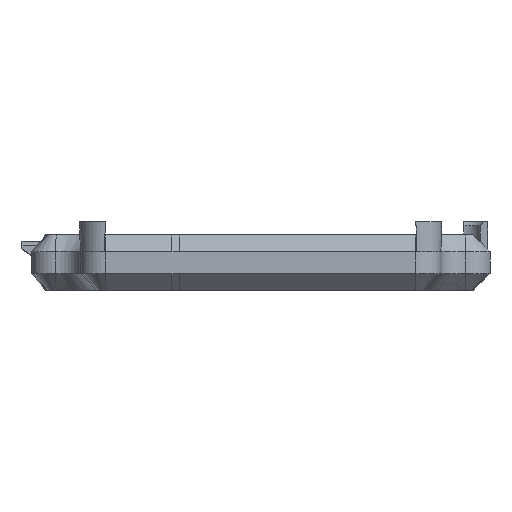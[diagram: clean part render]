
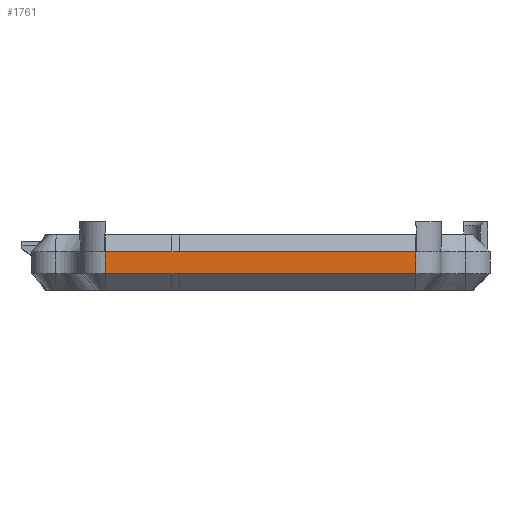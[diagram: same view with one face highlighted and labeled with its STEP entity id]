
A CAD part, front view. The second image highlights one B-rep face of the part: STEP entity #1761.
In plain terms, the highlighted planar face has unit normal (0, -1, 0).
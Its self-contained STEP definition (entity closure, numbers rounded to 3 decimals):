
#78 = VERTEX_POINT('',#79);
#79 = CARTESIAN_POINT('',(-17.701,-47.225,-5.2));
#272 = VERTEX_POINT('',#273);
#273 = CARTESIAN_POINT('',(-17.701,-47.225,-7.7));
#280 = EDGE_CURVE('',#272,#78,#281,.T.);
#281 = LINE('',#282,#283);
#282 = CARTESIAN_POINT('',(-17.701,-47.225,-5.2));
#283 = VECTOR('',#284,1.);
#284 = DIRECTION('',(0.,0.,1.));
#1518 = EDGE_CURVE('',#78,#1519,#1521,.T.);
#1519 = VERTEX_POINT('',#1520);
#1520 = CARTESIAN_POINT('',(-10.101,-47.225,-5.2));
#1521 = LINE('',#1522,#1523);
#1522 = CARTESIAN_POINT('',(17.701,-47.225,-5.2));
#1523 = VECTOR('',#1524,1.);
#1524 = DIRECTION('',(1.,0.,0.));
#1761 = ADVANCED_FACE('',(#1762),#1844,.T.);
#1762 = FACE_BOUND('',#1763,.T.);
#1763 = EDGE_LOOP('',(#1764,#1774,#1782,#1790,#1798,#1806,#1814,#1822,
    #1830,#1836,#1837,#1838));
#1764 = ORIENTED_EDGE('',*,*,#1765,.F.);
#1765 = EDGE_CURVE('',#1766,#1768,#1770,.T.);
#1766 = VERTEX_POINT('',#1767);
#1767 = CARTESIAN_POINT('',(-10.101,-47.225,-7.71));
#1768 = VERTEX_POINT('',#1769);
#1769 = CARTESIAN_POINT('',(-10.101,-47.225,-7.7));
#1770 = LINE('',#1771,#1772);
#1771 = CARTESIAN_POINT('',(-10.101,-47.225,-9.6));
#1772 = VECTOR('',#1773,1.);
#1773 = DIRECTION('',(0.,0.,1.));
#1774 = ORIENTED_EDGE('',*,*,#1775,.T.);
#1775 = EDGE_CURVE('',#1766,#1776,#1778,.T.);
#1776 = VERTEX_POINT('',#1777);
#1777 = CARTESIAN_POINT('',(-9.301,-47.225,-7.71));
#1778 = LINE('',#1779,#1780);
#1779 = CARTESIAN_POINT('',(-10.101,-47.225,-7.71));
#1780 = VECTOR('',#1781,1.);
#1781 = DIRECTION('',(1.,0.,0.));
#1782 = ORIENTED_EDGE('',*,*,#1783,.F.);
#1783 = EDGE_CURVE('',#1784,#1776,#1786,.T.);
#1784 = VERTEX_POINT('',#1785);
#1785 = CARTESIAN_POINT('',(-9.301,-47.225,-7.7));
#1786 = LINE('',#1787,#1788);
#1787 = CARTESIAN_POINT('',(-9.301,-47.225,-9.2));
#1788 = VECTOR('',#1789,1.);
#1789 = DIRECTION('',(0.,0.,-1.));
#1790 = ORIENTED_EDGE('',*,*,#1791,.T.);
#1791 = EDGE_CURVE('',#1784,#1792,#1794,.T.);
#1792 = VERTEX_POINT('',#1793);
#1793 = CARTESIAN_POINT('',(17.701,-47.225,-7.7));
#1794 = LINE('',#1795,#1796);
#1795 = CARTESIAN_POINT('',(17.701,-47.225,-7.7));
#1796 = VECTOR('',#1797,1.);
#1797 = DIRECTION('',(1.,0.,0.));
#1798 = ORIENTED_EDGE('',*,*,#1799,.F.);
#1799 = EDGE_CURVE('',#1800,#1792,#1802,.T.);
#1800 = VERTEX_POINT('',#1801);
#1801 = CARTESIAN_POINT('',(17.701,-47.225,-5.2));
#1802 = LINE('',#1803,#1804);
#1803 = CARTESIAN_POINT('',(17.701,-47.225,-5.2));
#1804 = VECTOR('',#1805,1.);
#1805 = DIRECTION('',(0.,0.,-1.));
#1806 = ORIENTED_EDGE('',*,*,#1807,.F.);
#1807 = EDGE_CURVE('',#1808,#1800,#1810,.T.);
#1808 = VERTEX_POINT('',#1809);
#1809 = CARTESIAN_POINT('',(-9.301,-47.225,-5.2));
#1810 = LINE('',#1811,#1812);
#1811 = CARTESIAN_POINT('',(17.701,-47.225,-5.2));
#1812 = VECTOR('',#1813,1.);
#1813 = DIRECTION('',(1.,0.,0.));
#1814 = ORIENTED_EDGE('',*,*,#1815,.F.);
#1815 = EDGE_CURVE('',#1816,#1808,#1818,.T.);
#1816 = VERTEX_POINT('',#1817);
#1817 = CARTESIAN_POINT('',(-9.301,-47.225,-5.19));
#1818 = LINE('',#1819,#1820);
#1819 = CARTESIAN_POINT('',(-9.301,-47.225,-3.7));
#1820 = VECTOR('',#1821,1.);
#1821 = DIRECTION('',(0.,0.,-1.));
#1822 = ORIENTED_EDGE('',*,*,#1823,.T.);
#1823 = EDGE_CURVE('',#1816,#1824,#1826,.T.);
#1824 = VERTEX_POINT('',#1825);
#1825 = CARTESIAN_POINT('',(-10.101,-47.225,-5.19));
#1826 = LINE('',#1827,#1828);
#1827 = CARTESIAN_POINT('',(-9.301,-47.225,-5.19));
#1828 = VECTOR('',#1829,1.);
#1829 = DIRECTION('',(-1.,0.,0.));
#1830 = ORIENTED_EDGE('',*,*,#1831,.T.);
#1831 = EDGE_CURVE('',#1824,#1519,#1832,.T.);
#1832 = LINE('',#1833,#1834);
#1833 = CARTESIAN_POINT('',(-10.101,-47.225,-3.3));
#1834 = VECTOR('',#1835,1.);
#1835 = DIRECTION('',(0.,0.,-1.));
#1836 = ORIENTED_EDGE('',*,*,#1518,.F.);
#1837 = ORIENTED_EDGE('',*,*,#280,.F.);
#1838 = ORIENTED_EDGE('',*,*,#1839,.T.);
#1839 = EDGE_CURVE('',#272,#1768,#1840,.T.);
#1840 = LINE('',#1841,#1842);
#1841 = CARTESIAN_POINT('',(17.701,-47.225,-7.7));
#1842 = VECTOR('',#1843,1.);
#1843 = DIRECTION('',(1.,0.,0.));
#1844 = PLANE('',#1845);
#1845 = AXIS2_PLACEMENT_3D('',#1846,#1847,#1848);
#1846 = CARTESIAN_POINT('',(-0.884,-47.225,-6.45));
#1847 = DIRECTION('',(0.,-1.,0.));
#1848 = DIRECTION('',(0.,0.,-1.));
